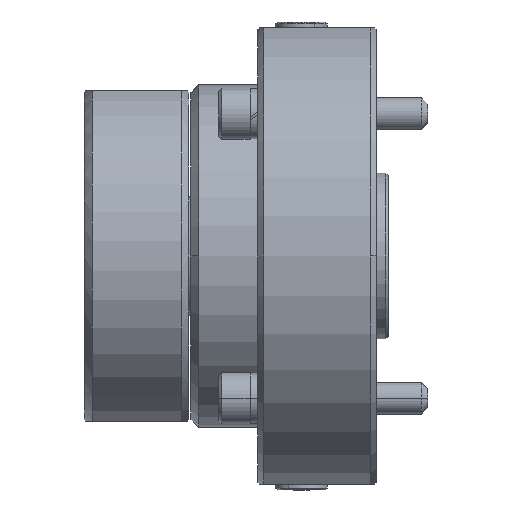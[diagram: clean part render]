
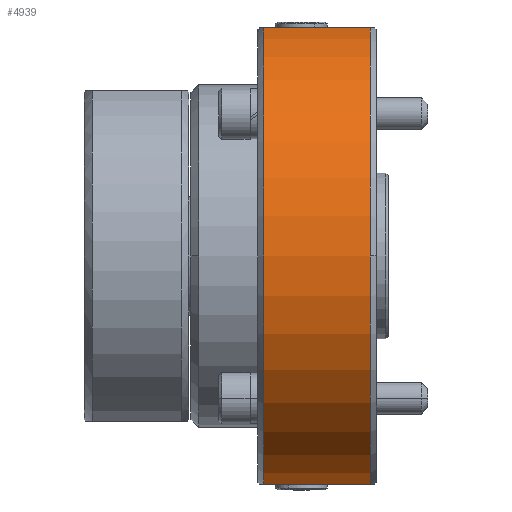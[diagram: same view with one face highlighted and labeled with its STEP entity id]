
A CAD part, left-side view. The second image highlights one B-rep face of the part: STEP entity #4939.
In plain terms, the highlighted cylindrical face has radius 59 mm (diameter 118 mm), a partial arc.
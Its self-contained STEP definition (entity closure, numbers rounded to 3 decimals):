
#195 = AXIS2_PLACEMENT_3D ( 'NONE', #1129, #1130, #1131 ) ;
#1129 = CARTESIAN_POINT ( 'NONE',  ( 0., -31.357, 0. ) ) ;
#1130 = DIRECTION ( 'NONE',  ( 0., -1., 0. ) ) ;
#1131 = DIRECTION ( 'NONE',  ( 0., 0., 1. ) ) ;
#1394 = CIRCLE ( 'NONE', #195, 59. ) ;
#2901 = CARTESIAN_POINT ( 'NONE',  ( -11.839, -4.357, -57.8 ) ) ;
#2944 = CARTESIAN_POINT ( 'NONE',  ( -11.839, -4.357, 57.8 ) ) ;
#3064 = EDGE_CURVE ( 'NONE', #6822, #6899, #7057, .T. ) ;
#3078 = EDGE_CURVE ( 'NONE', #4178, #6822, #5930, .T. ) ;
#3079 = EDGE_CURVE ( 'NONE', #6899, #6966, #5926, .T. ) ;
#3080 = EDGE_CURVE ( 'NONE', #4223, #6966, #5833, .T. ) ;
#4178 = VERTEX_POINT ( 'NONE', #8226 ) ;
#4223 = VERTEX_POINT ( 'NONE', #8216 ) ;
#4248 = EDGE_LOOP ( 'NONE', ( #5648, #5722, #5631, #5700, #5645 ) ) ;
#4579 = FACE_OUTER_BOUND ( 'NONE', #4248, .T. ) ;
#4585 = CYLINDRICAL_SURFACE ( 'NONE', #8373, 59. ) ;
#4939 = ADVANCED_FACE ( 'NONE', ( #4579 ), #4585, .T. ) ;
#5166 = CARTESIAN_POINT ( 'NONE',  ( -11.839, -31.357, -57.8 ) ) ;
#5631 = ORIENTED_EDGE ( 'NONE', *, *, #3079, .T. ) ;
#5645 = ORIENTED_EDGE ( 'NONE', *, *, #7592, .F. ) ;
#5648 = ORIENTED_EDGE ( 'NONE', *, *, #3078, .T. ) ;
#5700 = ORIENTED_EDGE ( 'NONE', *, *, #3080, .F. ) ;
#5722 = ORIENTED_EDGE ( 'NONE', *, *, #3064, .T. ) ;
#5776 = VECTOR ( 'NONE', #6387, 1000. ) ;
#5833 = CIRCLE ( 'NONE', #7830, 59. ) ;
#5905 = VECTOR ( 'NONE', #6419, 1000. ) ;
#5926 = LINE ( 'NONE', #6379, #5776 ) ;
#5930 = LINE ( 'NONE', #6381, #5905 ) ;
#6328 = DIRECTION ( 'NONE',  ( 0., 0., 1. ) ) ;
#6329 = DIRECTION ( 'NONE',  ( 0., -1., 0. ) ) ;
#6330 = CARTESIAN_POINT ( 'NONE',  ( 0., -4.357, 0. ) ) ;
#6379 = CARTESIAN_POINT ( 'NONE',  ( -11.839, 14.144, -57.8 ) ) ;
#6381 = CARTESIAN_POINT ( 'NONE',  ( -11.839, 14.144, 57.8 ) ) ;
#6387 = DIRECTION ( 'NONE',  ( 0., -1., 0. ) ) ;
#6403 = CARTESIAN_POINT ( 'NONE',  ( 0., -31.357, 0. ) ) ;
#6404 = DIRECTION ( 'NONE',  ( 0., -1., 0. ) ) ;
#6405 = DIRECTION ( 'NONE',  ( 0., 0., 1. ) ) ;
#6419 = DIRECTION ( 'NONE',  ( 0., 1., 0. ) ) ;
#6822 = VERTEX_POINT ( 'NONE', #2944 ) ;
#6899 = VERTEX_POINT ( 'NONE', #2901 ) ;
#6966 = VERTEX_POINT ( 'NONE', #5166 ) ;
#7057 = CIRCLE ( 'NONE', #7819, 59. ) ;
#7113 = CARTESIAN_POINT ( 'NONE',  ( 0., 40.14, 0. ) ) ;
#7114 = DIRECTION ( 'NONE',  ( 0., 1., 0. ) ) ;
#7117 = DIRECTION ( 'NONE',  ( 0., 0., 1. ) ) ;
#7592 = EDGE_CURVE ( 'NONE', #4178, #4223, #1394, .T. ) ;
#7819 = AXIS2_PLACEMENT_3D ( 'NONE', #6330, #6329, #6328 ) ;
#7830 = AXIS2_PLACEMENT_3D ( 'NONE', #6403, #6404, #6405 ) ;
#8216 = CARTESIAN_POINT ( 'NONE',  ( -59., -31.357, 0. ) ) ;
#8226 = CARTESIAN_POINT ( 'NONE',  ( -11.839, -31.357, 57.8 ) ) ;
#8373 = AXIS2_PLACEMENT_3D ( 'NONE', #7113, #7114, #7117 ) ;
